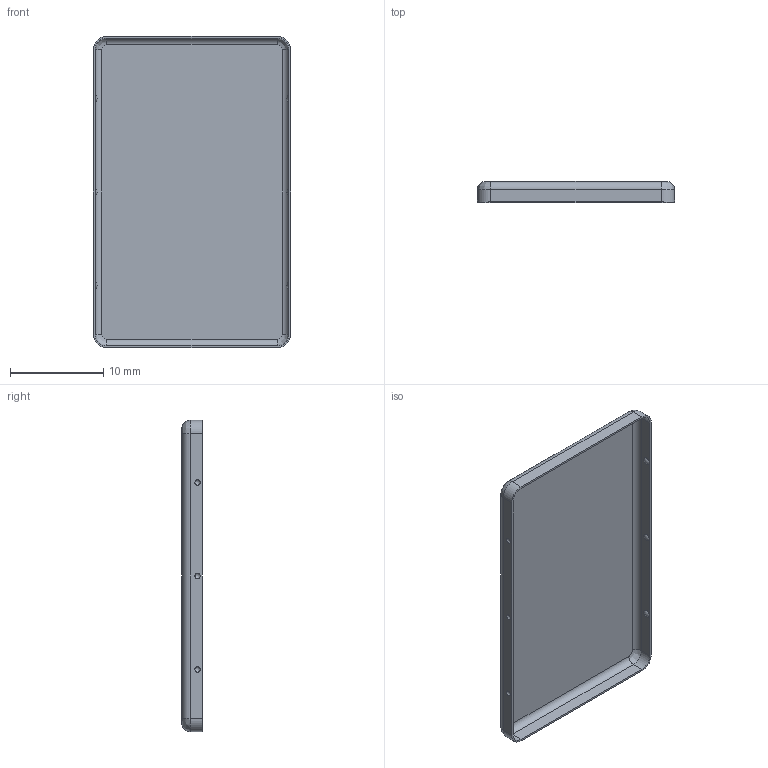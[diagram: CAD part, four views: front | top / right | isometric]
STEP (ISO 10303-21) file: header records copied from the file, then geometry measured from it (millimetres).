
FILE_DESCRIPTION( ( 'Unknown' ), '1' );
FILE_NAME( '3671329.stp', 'Unknown', ( 'Unknown' ), ( 'Unknown' ), 'PSStep 21.0.46', 'Unknown', ' ' );
FILE_SCHEMA( ( 'AUTOMOTIVE_DESIGN { 1 0 10303 214 1 1 1 1 }' ) );
Length unit declared in the file: millimetre
Products named in the file (1): MS329-10C
Bounding box: 21.1 x 2.2 x 33.3 mm (x, y, z)
Volume: 175.3 mm3; surface area: 1774.3 mm2
Topology: 1 solids, 1 shells, 47 faces, 92 edges, 60 vertices
Faces by surface type: cylinder 16, sphere 12, plane 11, bspline 8
Entity records: 1706 total; most frequent: CARTESIAN_POINT 320, DIRECTION 224, ORIENTED_EDGE 184, AXIS2_PLACEMENT_3D 92, EDGE_CURVE 92, EDGE_LOOP 60, VERTEX_POINT 60, CIRCLE 52
